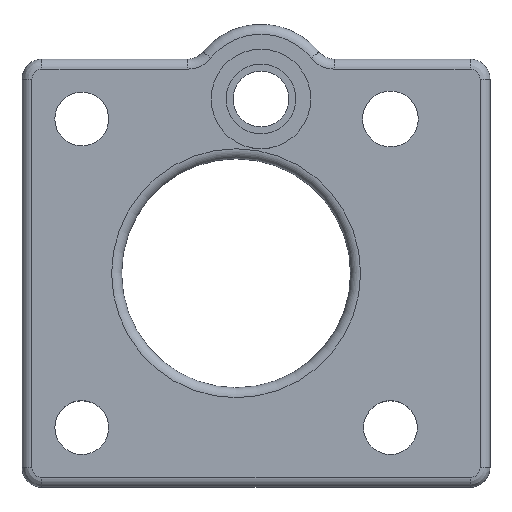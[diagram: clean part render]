
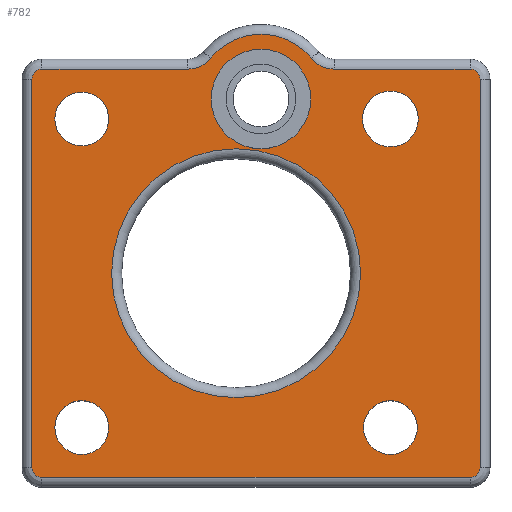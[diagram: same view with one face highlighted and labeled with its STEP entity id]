
A CAD part, top view. The second image highlights one B-rep face of the part: STEP entity #782.
In plain terms, the highlighted planar face has unit normal (0, 0, 1).
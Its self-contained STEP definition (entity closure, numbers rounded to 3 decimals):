
#39=FACE_BOUND('',#122,.T.);
#40=FACE_BOUND('',#123,.T.);
#41=FACE_BOUND('',#124,.T.);
#42=FACE_BOUND('',#125,.T.);
#43=FACE_BOUND('',#126,.T.);
#44=FACE_BOUND('',#127,.T.);
#48=PLANE('',#874);
#63=FACE_OUTER_BOUND('',#121,.T.);
#121=EDGE_LOOP('',(#565,#566,#567,#568,#569,#570,#571,#572,#573,#574,#575,
#576));
#122=EDGE_LOOP('',(#577));
#123=EDGE_LOOP('',(#578));
#124=EDGE_LOOP('',(#579));
#125=EDGE_LOOP('',(#580));
#126=EDGE_LOOP('',(#581));
#127=EDGE_LOOP('',(#582));
#179=LINE('',#1319,#219);
#180=LINE('',#1327,#220);
#181=LINE('',#1331,#221);
#182=LINE('',#1335,#222);
#183=LINE('',#1338,#223);
#219=VECTOR('',#1043,10.);
#220=VECTOR('',#1050,10.);
#221=VECTOR('',#1053,10.);
#222=VECTOR('',#1056,10.);
#223=VECTOR('',#1059,10.);
#252=CIRCLE('',#841,5.);
#276=CIRCLE('',#872,12.5);
#278=CIRCLE('',#875,1.);
#279=CIRCLE('',#876,3.);
#280=CIRCLE('',#877,6.5);
#281=CIRCLE('',#878,3.);
#282=CIRCLE('',#879,1.);
#283=CIRCLE('',#880,1.);
#284=CIRCLE('',#881,1.);
#285=CIRCLE('',#882,2.7);
#286=CIRCLE('',#883,2.8);
#287=CIRCLE('',#884,2.7);
#288=CIRCLE('',#885,2.7);
#329=VERTEX_POINT('',#1245);
#356=VERTEX_POINT('',#1311);
#357=VERTEX_POINT('',#1315);
#358=VERTEX_POINT('',#1316);
#359=VERTEX_POINT('',#1318);
#360=VERTEX_POINT('',#1320);
#361=VERTEX_POINT('',#1322);
#362=VERTEX_POINT('',#1324);
#363=VERTEX_POINT('',#1326);
#364=VERTEX_POINT('',#1328);
#365=VERTEX_POINT('',#1330);
#366=VERTEX_POINT('',#1332);
#367=VERTEX_POINT('',#1334);
#368=VERTEX_POINT('',#1336);
#369=VERTEX_POINT('',#1339);
#370=VERTEX_POINT('',#1341);
#371=VERTEX_POINT('',#1343);
#372=VERTEX_POINT('',#1345);
#400=EDGE_CURVE('',#329,#329,#252,.T.);
#431=EDGE_CURVE('',#356,#356,#276,.T.);
#433=EDGE_CURVE('',#357,#358,#278,.T.);
#434=EDGE_CURVE('',#359,#357,#179,.T.);
#435=EDGE_CURVE('',#360,#359,#279,.T.);
#436=EDGE_CURVE('',#361,#360,#280,.T.);
#437=EDGE_CURVE('',#362,#361,#281,.T.);
#438=EDGE_CURVE('',#363,#362,#180,.T.);
#439=EDGE_CURVE('',#364,#363,#282,.T.);
#440=EDGE_CURVE('',#365,#364,#181,.T.);
#441=EDGE_CURVE('',#366,#365,#283,.T.);
#442=EDGE_CURVE('',#367,#366,#182,.T.);
#443=EDGE_CURVE('',#368,#367,#284,.T.);
#444=EDGE_CURVE('',#358,#368,#183,.T.);
#445=EDGE_CURVE('',#369,#369,#285,.T.);
#446=EDGE_CURVE('',#370,#370,#286,.T.);
#447=EDGE_CURVE('',#371,#371,#287,.T.);
#448=EDGE_CURVE('',#372,#372,#288,.T.);
#565=ORIENTED_EDGE('',*,*,#433,.F.);
#566=ORIENTED_EDGE('',*,*,#434,.F.);
#567=ORIENTED_EDGE('',*,*,#435,.F.);
#568=ORIENTED_EDGE('',*,*,#436,.F.);
#569=ORIENTED_EDGE('',*,*,#437,.F.);
#570=ORIENTED_EDGE('',*,*,#438,.F.);
#571=ORIENTED_EDGE('',*,*,#439,.F.);
#572=ORIENTED_EDGE('',*,*,#440,.F.);
#573=ORIENTED_EDGE('',*,*,#441,.F.);
#574=ORIENTED_EDGE('',*,*,#442,.F.);
#575=ORIENTED_EDGE('',*,*,#443,.F.);
#576=ORIENTED_EDGE('',*,*,#444,.F.);
#577=ORIENTED_EDGE('',*,*,#400,.T.);
#578=ORIENTED_EDGE('',*,*,#445,.T.);
#579=ORIENTED_EDGE('',*,*,#446,.T.);
#580=ORIENTED_EDGE('',*,*,#447,.T.);
#581=ORIENTED_EDGE('',*,*,#448,.T.);
#582=ORIENTED_EDGE('',*,*,#431,.F.);
#782=ADVANCED_FACE('',(#63,#39,#40,#41,#42,#43,#44),#48,.T.);
#841=AXIS2_PLACEMENT_3D('',#1247,#966,#967);
#872=AXIS2_PLACEMENT_3D('',#1312,#1035,#1036);
#874=AXIS2_PLACEMENT_3D('',#1314,#1039,#1040);
#875=AXIS2_PLACEMENT_3D('',#1317,#1041,#1042);
#876=AXIS2_PLACEMENT_3D('',#1321,#1044,#1045);
#877=AXIS2_PLACEMENT_3D('',#1323,#1046,#1047);
#878=AXIS2_PLACEMENT_3D('',#1325,#1048,#1049);
#879=AXIS2_PLACEMENT_3D('',#1329,#1051,#1052);
#880=AXIS2_PLACEMENT_3D('',#1333,#1054,#1055);
#881=AXIS2_PLACEMENT_3D('',#1337,#1057,#1058);
#882=AXIS2_PLACEMENT_3D('',#1340,#1060,#1061);
#883=AXIS2_PLACEMENT_3D('',#1342,#1062,#1063);
#884=AXIS2_PLACEMENT_3D('',#1344,#1064,#1065);
#885=AXIS2_PLACEMENT_3D('',#1346,#1066,#1067);
#966=DIRECTION('center_axis',(0.,0.,
-1.));
#967=DIRECTION('ref_axis',(1.,0.,0.));
#1035=DIRECTION('center_axis',(0.,0.,
1.));
#1036=DIRECTION('ref_axis',(1.,0.,0.));
#1039=DIRECTION('center_axis',(0.,0.,
1.));
#1040=DIRECTION('ref_axis',(1.,0.,0.));
#1041=DIRECTION('center_axis',(0.,0.,
-1.));
#1042=DIRECTION('ref_axis',(0.707,0.707,0.));
#1043=DIRECTION('',(1.,0.,0.));
#1044=DIRECTION('center_axis',(0.,0.,
1.));
#1045=DIRECTION('ref_axis',(-0.429,-0.903,0.));
#1046=DIRECTION('center_axis',(0.,0.,
-1.));
#1047=DIRECTION('ref_axis',(0.,1.,0.));
#1048=DIRECTION('center_axis',(0.,0.,
1.));
#1049=DIRECTION('ref_axis',(0.429,-0.903,0.));
#1050=DIRECTION('',(1.,0.,0.));
#1051=DIRECTION('center_axis',(0.,0.,
-1.));
#1052=DIRECTION('ref_axis',(-0.707,0.707,0.));
#1053=DIRECTION('',(0.,1.,0.));
#1054=DIRECTION('center_axis',(0.,0.,
-1.));
#1055=DIRECTION('ref_axis',(-0.707,-0.707,0.));
#1056=DIRECTION('',(-1.,0.,0.));
#1057=DIRECTION('center_axis',(0.,0.,
-1.));
#1058=DIRECTION('ref_axis',(0.707,-0.707,0.));
#1059=DIRECTION('',(0.,-1.,0.));
#1060=DIRECTION('center_axis',(0.,0.,
-1.));
#1061=DIRECTION('ref_axis',(1.,0.,0.));
#1062=DIRECTION('center_axis',(0.,0.,
-1.));
#1063=DIRECTION('ref_axis',(1.,0.,0.));
#1064=DIRECTION('center_axis',(0.,0.,
-1.));
#1065=DIRECTION('ref_axis',(1.,0.,0.));
#1066=DIRECTION('center_axis',(0.,0.,
-1.));
#1067=DIRECTION('ref_axis',(1.,0.,0.));
#1245=CARTESIAN_POINT('',(62.,39.,9.));
#1247=CARTESIAN_POINT('Origin',(67.,39.,9.));
#1311=CARTESIAN_POINT('',(77.,21.5,9.));
#1312=CARTESIAN_POINT('Origin',(64.5,21.5,9.));
#1314=CARTESIAN_POINT('Origin',(43.,23.25,9.));
#1315=CARTESIAN_POINT('',(88.,42.,9.));
#1316=CARTESIAN_POINT('',(89.,41.,9.));
#1317=CARTESIAN_POINT('Origin',(88.,41.,9.));
#1318=CARTESIAN_POINT('',(74.365,42.,9.));
#1319=CARTESIAN_POINT('',(66.5,42.,9.));
#1320=CARTESIAN_POINT('',(72.04,43.105,9.));
#1321=CARTESIAN_POINT('Origin',(74.365,45.,9.));
#1322=CARTESIAN_POINT('',(61.96,43.105,9.));
#1323=CARTESIAN_POINT('Origin',(67.,39.,9.));
#1324=CARTESIAN_POINT('',(59.635,42.,9.));
#1325=CARTESIAN_POINT('Origin',(59.635,45.,9.));
#1326=CARTESIAN_POINT('',(45.,42.,9.));
#1327=CARTESIAN_POINT('',(51.828,42.,9.));
#1328=CARTESIAN_POINT('',(44.,41.,9.));
#1329=CARTESIAN_POINT('Origin',(45.,41.,9.));
#1330=CARTESIAN_POINT('',(44.,2.,9.));
#1331=CARTESIAN_POINT('',(44.,33.125,9.));
#1332=CARTESIAN_POINT('',(45.,1.,9.));
#1333=CARTESIAN_POINT('Origin',(45.,2.,9.));
#1334=CARTESIAN_POINT('',(88.,1.,9.));
#1335=CARTESIAN_POINT('',(43.,1.,9.));
#1336=CARTESIAN_POINT('',(89.,2.,9.));
#1337=CARTESIAN_POINT('Origin',(88.,2.,9.));
#1338=CARTESIAN_POINT('',(89.,11.625,9.));
#1339=CARTESIAN_POINT('',(46.3,37.,9.));
#1340=CARTESIAN_POINT('Origin',(49.,37.,9.));
#1341=CARTESIAN_POINT('',(77.2,37.,9.));
#1342=CARTESIAN_POINT('Origin',(80.,37.,9.));
#1343=CARTESIAN_POINT('',(46.3,6.,9.));
#1344=CARTESIAN_POINT('Origin',(49.,6.,9.));
#1345=CARTESIAN_POINT('',(77.3,6.,9.));
#1346=CARTESIAN_POINT('Origin',(80.,6.,9.));
